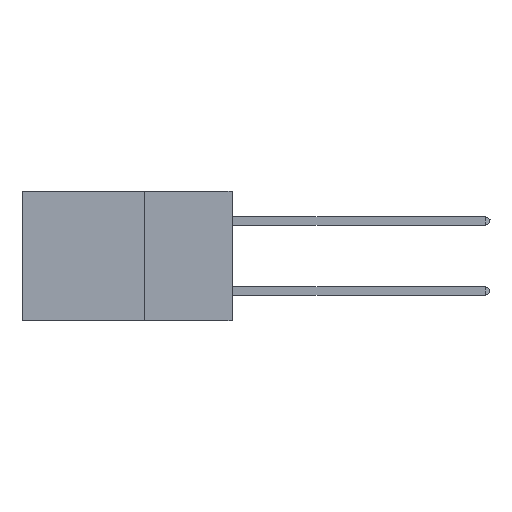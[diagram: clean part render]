
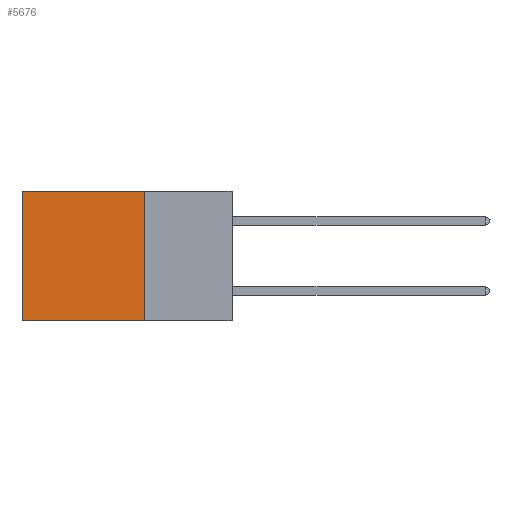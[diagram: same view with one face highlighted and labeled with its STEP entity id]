
A CAD part, left-side view. The second image highlights one B-rep face of the part: STEP entity #5676.
In plain terms, the highlighted planar face has unit normal (-1, 0, 0).
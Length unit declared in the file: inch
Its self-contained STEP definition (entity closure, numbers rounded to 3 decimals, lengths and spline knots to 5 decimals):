
#1680 = DIRECTION ( 'NONE',  ( 0., 1., 0. ) ) ;
#1955 = DIRECTION ( 'NONE',  ( 0., 0., -1. ) ) ;
#2174 = CARTESIAN_POINT ( 'NONE',  ( 0.2875, 0.25, -0.37 ) ) ;
#2743 = AXIS2_PLACEMENT_3D ( 'NONE', #15299, #40345, #1955 ) ;
#5060 = DIRECTION ( 'NONE',  ( 0., 0., -1. ) ) ;
#5676 = ADVANCED_FACE ( 'NONE', ( #31223 ), #18268, .F. ) ;
#9293 = EDGE_CURVE ( 'NONE', #10826, #21989, #34520, .T. ) ;
#9298 = EDGE_CURVE ( 'NONE', #10826, #31651, #27526, .T. ) ;
#9836 = LINE ( 'NONE', #38896, #16280 ) ;
#10826 = VERTEX_POINT ( 'NONE', #14256 ) ;
#13709 = ORIENTED_EDGE ( 'NONE', *, *, #18061, .T. ) ;
#14256 = CARTESIAN_POINT ( 'NONE',  ( 0.2875, 0.25, 0. ) ) ;
#14781 = CARTESIAN_POINT ( 'NONE',  ( 0.2875, 0.25, 0. ) ) ;
#15218 = CARTESIAN_POINT ( 'NONE',  ( 0.2875, 0.25, 0. ) ) ;
#15299 = CARTESIAN_POINT ( 'NONE',  ( 0.2875, 0.25, 0. ) ) ;
#16280 = VECTOR ( 'NONE', #22771, 39.37008 ) ;
#16566 = ORIENTED_EDGE ( 'NONE', *, *, #26337, .F. ) ;
#16990 = CARTESIAN_POINT ( 'NONE',  ( 0.2875, 0.6, 0. ) ) ;
#18061 = EDGE_CURVE ( 'NONE', #31651, #31245, #33114, .T. ) ;
#18268 = PLANE ( 'NONE',  #2743 ) ;
#19451 = CARTESIAN_POINT ( 'NONE',  ( 0.2875, 0.6, -0.37 ) ) ;
#20327 = EDGE_LOOP ( 'NONE', ( #13709, #16566, #36459, #32771 ) ) ;
#21989 = VERTEX_POINT ( 'NONE', #2174 ) ;
#22771 = DIRECTION ( 'NONE',  ( 0., 1., 0. ) ) ;
#24296 = VECTOR ( 'NONE', #5060, 39.37008 ) ;
#26337 = EDGE_CURVE ( 'NONE', #21989, #31245, #9836, .T. ) ;
#27526 = LINE ( 'NONE', #15218, #38484 ) ;
#29935 = DIRECTION ( 'NONE',  ( 0., 0., -1. ) ) ;
#31223 = FACE_OUTER_BOUND ( 'NONE', #20327, .T. ) ;
#31245 = VERTEX_POINT ( 'NONE', #19451 ) ;
#31651 = VERTEX_POINT ( 'NONE', #38482 ) ;
#32771 = ORIENTED_EDGE ( 'NONE', *, *, #9298, .T. ) ;
#33114 = LINE ( 'NONE', #16990, #39555 ) ;
#34520 = LINE ( 'NONE', #14781, #24296 ) ;
#36459 = ORIENTED_EDGE ( 'NONE', *, *, #9293, .F. ) ;
#38482 = CARTESIAN_POINT ( 'NONE',  ( 0.2875, 0.6, 0. ) ) ;
#38484 = VECTOR ( 'NONE', #1680, 39.37008 ) ;
#38896 = CARTESIAN_POINT ( 'NONE',  ( 0.2875, 0.25, -0.37 ) ) ;
#39555 = VECTOR ( 'NONE', #29935, 39.37008 ) ;
#40345 = DIRECTION ( 'NONE',  ( 1., 0., 0. ) ) ;
